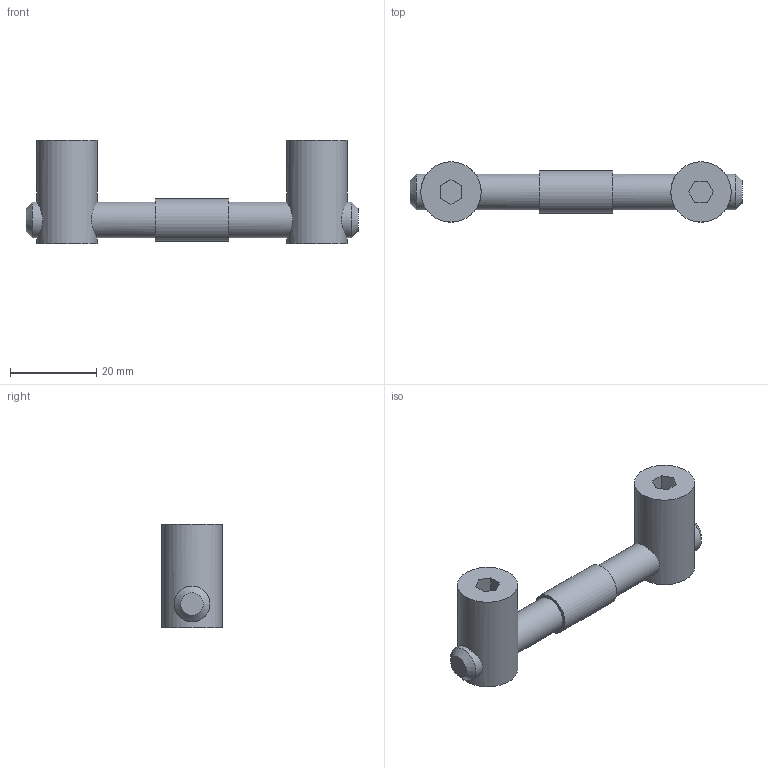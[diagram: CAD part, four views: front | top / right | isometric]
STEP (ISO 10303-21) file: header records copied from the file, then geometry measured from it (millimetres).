
FILE_DESCRIPTION(/* description */ (''),/* implementation_level */ '2;1');
FILE_NAME(/* name */ '128800',/* time_stamp */ '2014-10-06T12:15:40+02:00',/* author */ (''),/* organization */ (''),/* preprocessor_version */ 'ST-DEVELOPER v14',/* originating_system */ 'HiCAD 2013 1802.4 Build 509',/* authorisation */ '');
FILE_SCHEMA (('AUTOMOTIVE_DESIGN { 1 0 10303 214 1 1 1 1 }'));
Length unit declared in the file: millimetre
Products named in the file (2): Root; 128800Stootverbinding 8 - GSTBOIKON
Assembly tree (1 placements, depth 2):
  Root
    128800Stootverbinding 8 - GSTBOIKON
Bounding box: 77 x 14 x 24 mm (x, y, z)
Volume: 10117.9 mm3; surface area: 4268 mm2
Topology: 1 solids, 1 shells, 31 faces, 65 edges, 45 vertices
Faces by surface type: plane 22, cylinder 7, cone 2
Full cylindrical faces by diameter (mm): 8.3 x4, 9.8 x1, 14 x2
Entity records: 3940 total; most frequent: CARTESIAN_POINT 2774, DIRECTION 126, PRESENTATION_STYLE_ASSIGNMENT 105, COLOUR_RGB 105, DRAUGHTING_PRE_DEFINED_CURVE_FONT 104, CURVE_STYLE 104, OVER_RIDING_STYLED_ITEM 104, ORIENTED_EDGE 104
